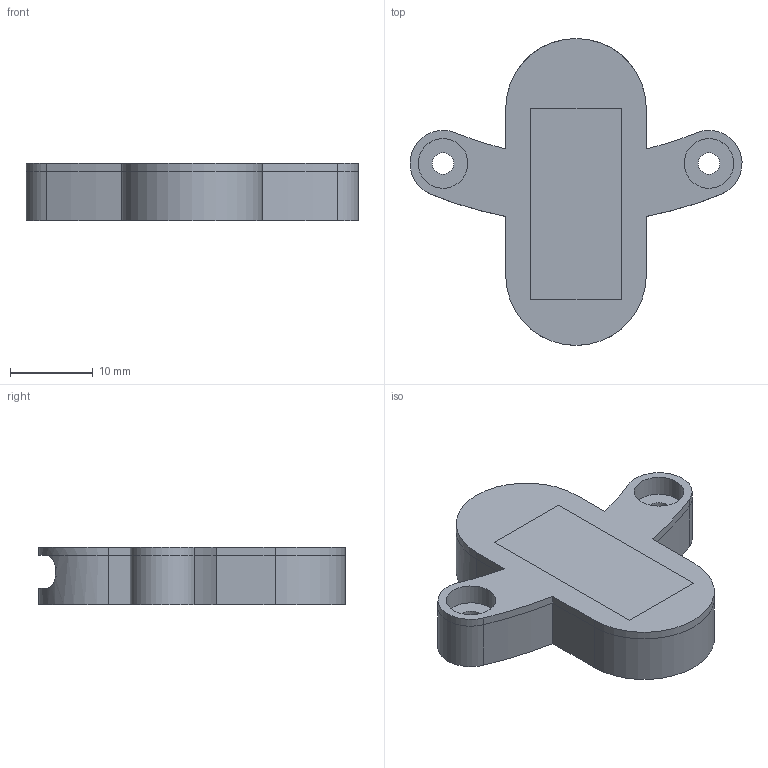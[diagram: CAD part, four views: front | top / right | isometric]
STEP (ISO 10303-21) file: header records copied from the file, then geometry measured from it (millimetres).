
FILE_DESCRIPTION(('FreeCAD Model'),'2;1');
FILE_NAME( 'TiltLimitHousing.step', '2020-11-11T09:30:24',('Author'),(''), 'Open CASCADE STEP processor 7.3','FreeCAD','Unknown');
FILE_SCHEMA(('AUTOMOTIVE_DESIGN { 1 0 10303 214 1 1 1 1 }'));
Length unit declared in the file: millimetre
Products named in the file (1): TiltLimitSwitchHousing
Bounding box: 40.14 x 37.1 x 7 mm (x, y, z)
Volume: 3174.5 mm3; surface area: 3107.5 mm2
Topology: 1 solids, 1 shells, 51 faces, 125 edges, 78 vertices
Faces by surface type: plane 27, cylinder 24
Full cylindrical faces by diameter (mm): 2.6 x2, 6 x2
Entity records: 3489 total; most frequent: CARTESIAN_POINT 972, DIRECTION 466, LINE 277, VECTOR 277, ORIENTED_EDGE 250, PCURVE 250, DEFINITIONAL_REPRESENTATION 250, EDGE_CURVE 125
